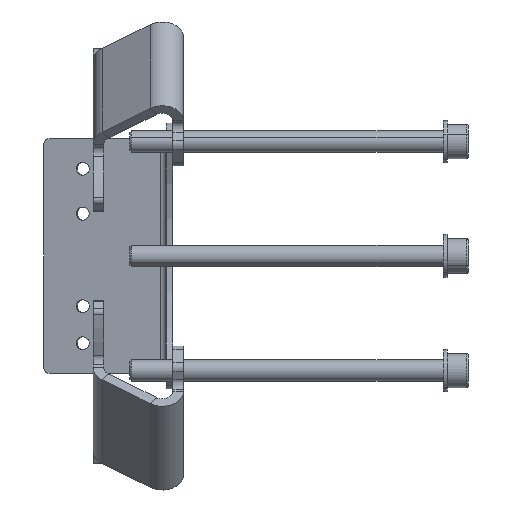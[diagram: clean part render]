
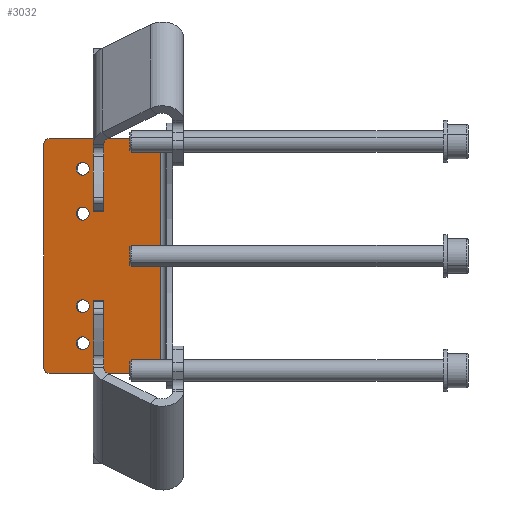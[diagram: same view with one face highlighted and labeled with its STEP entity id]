
A CAD part, left-side view. The second image highlights one B-rep face of the part: STEP entity #3032.
In plain terms, the highlighted planar face has unit normal (-0.985, 0.174, 0).
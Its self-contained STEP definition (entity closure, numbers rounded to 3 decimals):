
#19 = ORIENTED_EDGE ( 'NONE', *, *, #6239, .T. ) ;
#133 = CIRCLE ( 'NONE', #9991, 2.5 ) ;
#188 = LINE ( 'NONE', #9241, #3962 ) ;
#281 = DIRECTION ( 'NONE',  ( 0.985, -0.174, 0. ) ) ;
#313 = DIRECTION ( 'NONE',  ( -0.174, -0.985, 0. ) ) ;
#401 = VERTEX_POINT ( 'NONE', #4289 ) ;
#832 = ORIENTED_EDGE ( 'NONE', *, *, #5533, .F. ) ;
#974 = AXIS2_PLACEMENT_3D ( 'NONE', #12179, #11131, #2111 ) ;
#1370 = CARTESIAN_POINT ( 'NONE',  ( 115.737, 31.998, -33. ) ) ;
#1417 = DIRECTION ( 'NONE',  ( -0.174, -0.985, 0. ) ) ;
#1442 = ORIENTED_EDGE ( 'NONE', *, *, #10296, .T. ) ;
#1467 = DIRECTION ( 'NONE',  ( -0.174, -0.985, 0. ) ) ;
#1667 = DIRECTION ( 'NONE',  ( 0.985, -0.174, 0. ) ) ;
#1813 = CIRCLE ( 'NONE', #974, 2.5 ) ;
#1870 = VERTEX_POINT ( 'NONE', #5670 ) ;
#1935 = CARTESIAN_POINT ( 'NONE',  ( 110.962, 4.916, -44.5 ) ) ;
#2002 = AXIS2_PLACEMENT_3D ( 'NONE', #4391, #281, #1467 ) ;
#2111 = DIRECTION ( 'NONE',  ( -0.174, -0.985, 0. ) ) ;
#2218 = CARTESIAN_POINT ( 'NONE',  ( 118.776, 49.232, 42. ) ) ;
#2336 = EDGE_CURVE ( 'NONE', #401, #5101, #9873, .T. ) ;
#2462 = CARTESIAN_POINT ( 'NONE',  ( 118.342, 46.77, 44.5 ) ) ;
#2664 = EDGE_CURVE ( 'NONE', #401, #8914, #7424, .T. ) ;
#2688 = CIRCLE ( 'NONE', #11918, 2.5 ) ;
#2765 = ORIENTED_EDGE ( 'NONE', *, *, #3596, .T. ) ;
#2945 = DIRECTION ( 'NONE',  ( 0.985, -0.174, 0. ) ) ;
#2968 = VERTEX_POINT ( 'NONE', #3010 ) ;
#3010 = CARTESIAN_POINT ( 'NONE',  ( 116.606, 36.922, -19. ) ) ;
#3032 = ADVANCED_FACE ( 'NONE', ( #3078, #6150, #4243, #6217, #4121 ), #10115, .F. ) ;
#3056 = CARTESIAN_POINT ( 'NONE',  ( 110.962, 4.916, -44.5 ) ) ;
#3078 = FACE_BOUND ( 'NONE', #8077, .T. ) ;
#3121 = DIRECTION ( 'NONE',  ( -0.174, -0.985, 0. ) ) ;
#3235 = ORIENTED_EDGE ( 'NONE', *, *, #2336, .T. ) ;
#3260 = ORIENTED_EDGE ( 'NONE', *, *, #3648, .T. ) ;
#3449 = AXIS2_PLACEMENT_3D ( 'NONE', #11896, #3794, #4900 ) ;
#3596 = EDGE_CURVE ( 'NONE', #2968, #6846, #5552, .T. ) ;
#3648 = EDGE_CURVE ( 'NONE', #4112, #8836, #133, .T. ) ;
#3794 = DIRECTION ( 'NONE',  ( 0.985, -0.174, 0. ) ) ;
#3819 = CARTESIAN_POINT ( 'NONE',  ( 118.342, 46.77, 42. ) ) ;
#3921 = DIRECTION ( 'NONE',  ( -0.174, -0.985, 0. ) ) ;
#3962 = VECTOR ( 'NONE', #313, 1000. ) ;
#4070 = VERTEX_POINT ( 'NONE', #10959 ) ;
#4112 = VERTEX_POINT ( 'NONE', #4884 ) ;
#4121 = FACE_OUTER_BOUND ( 'NONE', #5644, .T. ) ;
#4153 = EDGE_CURVE ( 'NONE', #12636, #1870, #2688, .T. ) ;
#4243 = FACE_BOUND ( 'NONE', #12747, .T. ) ;
#4259 = CARTESIAN_POINT ( 'NONE',  ( 116.171, 34.46, -19. ) ) ;
#4266 = ORIENTED_EDGE ( 'NONE', *, *, #11166, .T. ) ;
#4289 = CARTESIAN_POINT ( 'NONE',  ( 118.776, 49.232, -42. ) ) ;
#4391 = CARTESIAN_POINT ( 'NONE',  ( 116.171, 34.46, -19. ) ) ;
#4635 = EDGE_CURVE ( 'NONE', #6846, #2968, #7329, .T. ) ;
#4650 = CIRCLE ( 'NONE', #12231, 2.5 ) ;
#4659 = ORIENTED_EDGE ( 'NONE', *, *, #2664, .F. ) ;
#4726 = ORIENTED_EDGE ( 'NONE', *, *, #10301, .T. ) ;
#4774 = CARTESIAN_POINT ( 'NONE',  ( 116.171, 34.46, 16. ) ) ;
#4817 = LINE ( 'NONE', #5924, #6228 ) ;
#4884 = CARTESIAN_POINT ( 'NONE',  ( 116.606, 36.922, -33. ) ) ;
#4900 = DIRECTION ( 'NONE',  ( -0.174, -0.985, 0. ) ) ;
#4915 = CARTESIAN_POINT ( 'NONE',  ( 110.962, 4.916, 44.5 ) ) ;
#5015 = VECTOR ( 'NONE', #6127, 1000. ) ;
#5101 = VERTEX_POINT ( 'NONE', #7742 ) ;
#5329 = CIRCLE ( 'NONE', #6826, 2.5 ) ;
#5352 = DIRECTION ( 'NONE',  ( -0.174, -0.985, 0. ) ) ;
#5493 = ORIENTED_EDGE ( 'NONE', *, *, #6186, .T. ) ;
#5533 = EDGE_CURVE ( 'NONE', #6276, #9824, #4817, .T. ) ;
#5552 = CIRCLE ( 'NONE', #2002, 2.5 ) ;
#5585 = CARTESIAN_POINT ( 'NONE',  ( 115.737, 31.998, 16. ) ) ;
#5644 = EDGE_LOOP ( 'NONE', ( #4659, #3235, #5493, #19, #832, #8252 ) ) ;
#5670 = CARTESIAN_POINT ( 'NONE',  ( 116.606, 36.922, 33. ) ) ;
#5924 = CARTESIAN_POINT ( 'NONE',  ( 118.776, 49.232, 44.5 ) ) ;
#5936 = DIRECTION ( 'NONE',  ( 0.985, -0.174, 0. ) ) ;
#6127 = DIRECTION ( 'NONE',  ( 0., 0., 1. ) ) ;
#6150 = FACE_BOUND ( 'NONE', #6648, .T. ) ;
#6186 = EDGE_CURVE ( 'NONE', #5101, #7079, #188, .T. ) ;
#6217 = FACE_BOUND ( 'NONE', #8561, .T. ) ;
#6228 = VECTOR ( 'NONE', #11935, 1000. ) ;
#6239 = EDGE_CURVE ( 'NONE', #7079, #9824, #11151, .T. ) ;
#6263 = AXIS2_PLACEMENT_3D ( 'NONE', #4259, #11577, #6567 ) ;
#6276 = VERTEX_POINT ( 'NONE', #2462 ) ;
#6567 = DIRECTION ( 'NONE',  ( -0.174, -0.985, 0. ) ) ;
#6570 = ORIENTED_EDGE ( 'NONE', *, *, #10601, .T. ) ;
#6648 = EDGE_LOOP ( 'NONE', ( #9889, #2765 ) ) ;
#6721 = CARTESIAN_POINT ( 'NONE',  ( 115.737, 31.998, -19. ) ) ;
#6826 = AXIS2_PLACEMENT_3D ( 'NONE', #7404, #8782, #5352 ) ;
#6846 = VERTEX_POINT ( 'NONE', #6721 ) ;
#6881 = CARTESIAN_POINT ( 'NONE',  ( 116.171, 34.46, 33. ) ) ;
#7079 = VERTEX_POINT ( 'NONE', #1935 ) ;
#7090 = DIRECTION ( 'NONE',  ( -0.174, -0.985, 0. ) ) ;
#7329 = CIRCLE ( 'NONE', #6263, 2.5 ) ;
#7404 = CARTESIAN_POINT ( 'NONE',  ( 116.171, 34.46, 33. ) ) ;
#7424 = LINE ( 'NONE', #11385, #12427 ) ;
#7620 = CARTESIAN_POINT ( 'NONE',  ( 116.171, 34.46, -33. ) ) ;
#7742 = CARTESIAN_POINT ( 'NONE',  ( 118.342, 46.77, -44.5 ) ) ;
#8023 = DIRECTION ( 'NONE',  ( -0.985, 0.174, 0. ) ) ;
#8077 = EDGE_LOOP ( 'NONE', ( #4266, #4726 ) ) ;
#8252 = ORIENTED_EDGE ( 'NONE', *, *, #8399, .T. ) ;
#8399 = EDGE_CURVE ( 'NONE', #6276, #8914, #4650, .T. ) ;
#8561 = EDGE_LOOP ( 'NONE', ( #1442, #3260 ) ) ;
#8709 = CIRCLE ( 'NONE', #3449, 2.5 ) ;
#8758 = ORIENTED_EDGE ( 'NONE', *, *, #4153, .T. ) ;
#8782 = DIRECTION ( 'NONE',  ( 0.985, -0.174, 0. ) ) ;
#8836 = VERTEX_POINT ( 'NONE', #1370 ) ;
#8914 = VERTEX_POINT ( 'NONE', #2218 ) ;
#9004 = DIRECTION ( 'NONE',  ( 0.985, -0.174, 0. ) ) ;
#9241 = CARTESIAN_POINT ( 'NONE',  ( 118.776, 49.232, -44.5 ) ) ;
#9553 = CIRCLE ( 'NONE', #12486, 2.5 ) ;
#9554 = DIRECTION ( 'NONE',  ( -0.985, 0.174, 0. ) ) ;
#9791 = VERTEX_POINT ( 'NONE', #5585 ) ;
#9824 = VERTEX_POINT ( 'NONE', #4915 ) ;
#9869 = CARTESIAN_POINT ( 'NONE',  ( 115.737, 31.998, 33. ) ) ;
#9873 = CIRCLE ( 'NONE', #11543, 2.5 ) ;
#9889 = ORIENTED_EDGE ( 'NONE', *, *, #4635, .T. ) ;
#9991 = AXIS2_PLACEMENT_3D ( 'NONE', #7620, #1667, #10723 ) ;
#10115 = PLANE ( 'NONE',  #11438 ) ;
#10296 = EDGE_CURVE ( 'NONE', #8836, #4112, #8709, .T. ) ;
#10301 = EDGE_CURVE ( 'NONE', #4070, #9791, #9553, .T. ) ;
#10412 = CARTESIAN_POINT ( 'NONE',  ( 118.342, 46.77, -42. ) ) ;
#10601 = EDGE_CURVE ( 'NONE', #1870, #12636, #5329, .T. ) ;
#10723 = DIRECTION ( 'NONE',  ( -0.174, -0.985, 0. ) ) ;
#10959 = CARTESIAN_POINT ( 'NONE',  ( 116.606, 36.922, 16. ) ) ;
#11131 = DIRECTION ( 'NONE',  ( 0.985, -0.174, 0. ) ) ;
#11151 = LINE ( 'NONE', #3056, #5015 ) ;
#11166 = EDGE_CURVE ( 'NONE', #9791, #4070, #1813, .T. ) ;
#11385 = CARTESIAN_POINT ( 'NONE',  ( 118.776, 49.232, -44.5 ) ) ;
#11438 = AXIS2_PLACEMENT_3D ( 'NONE', #12161, #9004, #7090 ) ;
#11543 = AXIS2_PLACEMENT_3D ( 'NONE', #10412, #9554, #1417 ) ;
#11577 = DIRECTION ( 'NONE',  ( 0.985, -0.174, 0. ) ) ;
#11578 = DIRECTION ( 'NONE',  ( 0., 0., 1. ) ) ;
#11896 = CARTESIAN_POINT ( 'NONE',  ( 116.171, 34.46, -33. ) ) ;
#11918 = AXIS2_PLACEMENT_3D ( 'NONE', #6881, #5936, #3121 ) ;
#11935 = DIRECTION ( 'NONE',  ( -0.174, -0.985, 0. ) ) ;
#12055 = DIRECTION ( 'NONE',  ( -0.174, -0.985, 0. ) ) ;
#12161 = CARTESIAN_POINT ( 'NONE',  ( 118.776, 49.232, -44.5 ) ) ;
#12179 = CARTESIAN_POINT ( 'NONE',  ( 116.171, 34.46, 16. ) ) ;
#12231 = AXIS2_PLACEMENT_3D ( 'NONE', #3819, #8023, #12055 ) ;
#12427 = VECTOR ( 'NONE', #11578, 1000. ) ;
#12486 = AXIS2_PLACEMENT_3D ( 'NONE', #4774, #2945, #3921 ) ;
#12636 = VERTEX_POINT ( 'NONE', #9869 ) ;
#12747 = EDGE_LOOP ( 'NONE', ( #8758, #6570 ) ) ;
